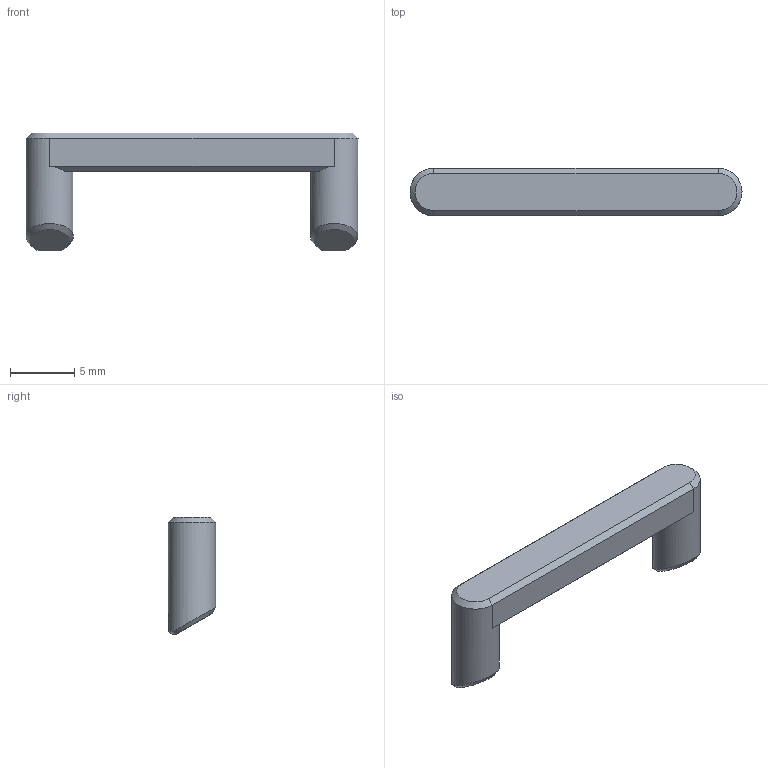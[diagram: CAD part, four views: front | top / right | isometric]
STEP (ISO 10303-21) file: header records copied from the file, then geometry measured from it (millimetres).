
FILE_DESCRIPTION(/* description */ (''),/* implementation_level */ '2;1');
FILE_NAME(/* name */ 'fixation batterie (x2) (CNC).step',/* time_stamp */ '2023-07-02T10:55:54+02:00',/* author */ (''),/* organization */ (''),/* preprocessor_version */ 'ST-DEVELOPER v19.2',/* originating_system */ 'Autodesk Translation Framework v12.6.0.85',/* authorisation */ '');
FILE_SCHEMA (('AUTOMOTIVE_DESIGN { 1 0 10303 214 3 1 1 }'));
Length unit declared in the file: millimetre
Products named in the file (2): ER328 V4; Bouton de Maintien de la Batterie
Assembly tree (1 placements, depth 2):
  ER328 V4
    Bouton de Maintien de la Batterie
Bounding box: 25.9 x 3.7 x 9.2 mm (x, y, z)
Volume: 386.5 mm3; surface area: 454.9 mm2
Topology: 1 solids, 1 shells, 20 faces, 50 edges, 32 vertices
Faces by surface type: plane 12, cone 4, cylinder 2, bspline 2
Full cylindrical faces by diameter (mm): 3.7 x2
Entity records: 968 total; most frequent: CARTESIAN_POINT 360, DIRECTION 102, ORIENTED_EDGE 100, EDGE_CURVE 50, AXIS2_PLACEMENT_3D 41, VERTEX_POINT 32, FACE_OUTER_BOUND 20, EDGE_LOOP 20
